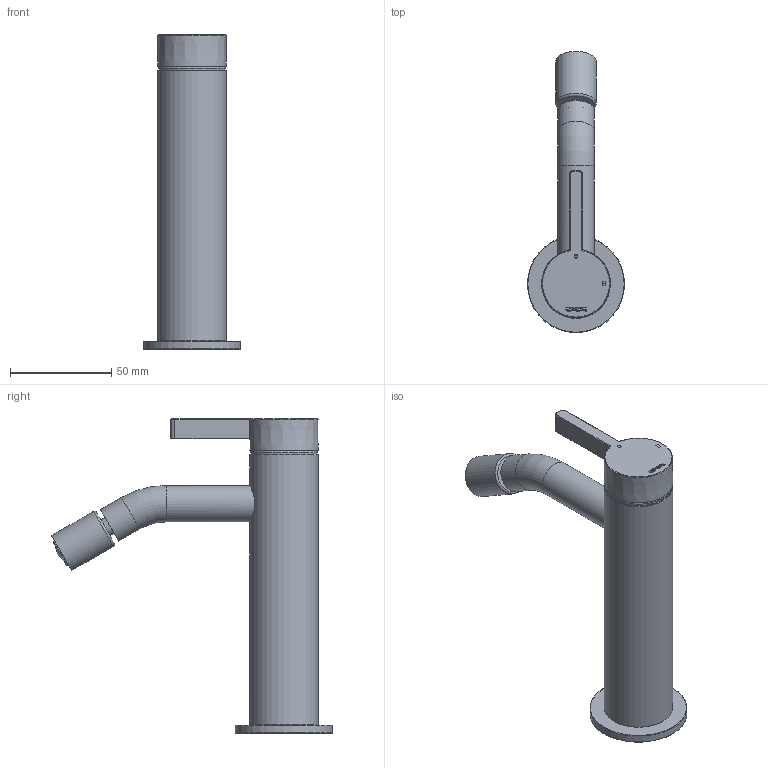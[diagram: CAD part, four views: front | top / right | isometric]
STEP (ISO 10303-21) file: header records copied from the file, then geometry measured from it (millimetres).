
FILE_DESCRIPTION(/* description */ ('Unknown'),/* implementation_level */ '2;1');
FILE_NAME(/* name */ 'AC018-00',/* time_stamp */ '2023-09-27T12:31:09+02:00',/* author */ ('Unknown'),/* organization */ ('Unknown'),/* preprocessor_version */ 'ST-DEVELOPER v18.102',/* originating_system */ 'Solid Edge',/* authorisation */ 'Unknown');
FILE_SCHEMA (('AUTOMOTIVE_DESIGN {1 0 10303 214 3 1 1}'));
Length unit declared in the file: millimetre
Products named in the file (13): AC018-00; L044-06; AC003-01; AC003-02; CB018-001; CB018-001-02; CB018-001-01; CB003-002_oa_0; CB003-002-1; AC003-002_oa_1; AC003-03; AC018-001_oa_2; AC018-01
Assembly tree (12 placements, depth 3):
  AC018-00
    L044-06
    AC003-01
    AC003-02
    CB018-001
      CB018-001-02
      CB018-001-01
    CB003-002_oa_0
      CB003-002-1
    AC003-002_oa_1
      AC003-03
    AC018-001_oa_2
      AC018-01
Bounding box: 48 x 138.87 x 155.5 mm (x, y, z)
Volume: 55929.3 mm3; surface area: 53726.3 mm2
Topology: 9 solids, 9 shells, 426 faces, 1027 edges, 638 vertices
Faces by surface type: plane 168, bspline 88, cylinder 79, cone 36, torus 35, sphere 20
Full cylindrical faces by diameter (mm): 3.242 x1, 4 x1, 6 x1, 9 x1, 10 x2, 12.196 x1, 13.464 x1, 13.8 x2, 13.917 x2, 14 x1, 14.577 x1, 15.033 x1, 15.218 x1, 15.229 x1, 15.417 x2, 16.35 x1, 16.5 x4, 16.75 x1, 17 x1, 18 x2, 20 x1, 24.8 x1, 26 x1, 27 x1, 28 x1, 28.917 x2, 30 x3, 30.5 x2, 33 x1, 34 x1
Entity records: 15387 total; most frequent: CARTESIAN_POINT 3647, ORIENTED_EDGE 1780, DIRECTION 1734, EDGE_CURVE 890, AXIS2_PLACEMENT_3D 687, VERTEX_POINT 604, FACE_BOUND 562, EDGE_LOOP 560
